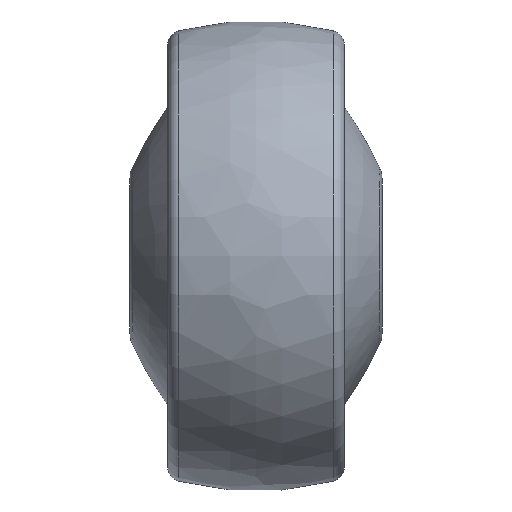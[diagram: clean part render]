
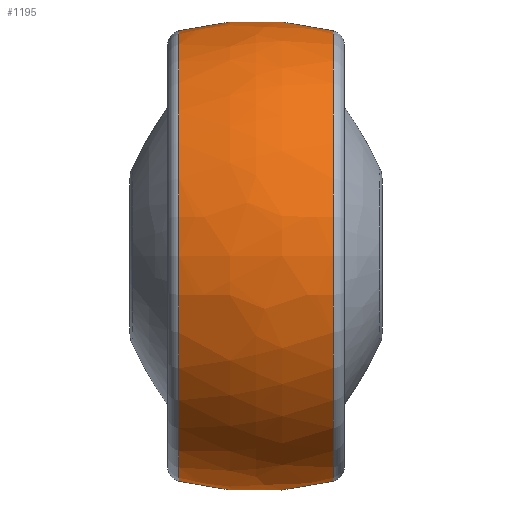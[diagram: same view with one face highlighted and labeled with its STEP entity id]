
A CAD part, top view. The second image highlights one B-rep face of the part: STEP entity #1195.
In plain terms, the highlighted free-form (B-spline) face has degree [3, 3] with [7, 4] control points.
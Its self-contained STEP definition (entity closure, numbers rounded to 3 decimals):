
#1021=CARTESIAN_POINT('',(10.259,0.,0.));
#1022=DIRECTION('',(-1.,0.,0.));
#1023=DIRECTION('',(0.,-1.,0.));
#1024=AXIS2_PLACEMENT_3D('',#1021,#1022,#1023);
#1026=CARTESIAN_POINT('',(-10.259,0.,0.));
#1027=DIRECTION('',(-1.,0.,0.));
#1028=DIRECTION('',(0.,-1.,0.));
#1029=AXIS2_PLACEMENT_3D('',#1026,#1027,#1028);
#1036=CARTESIAN_POINT('',(0.,-9.071,0.));
#1037=DIRECTION('',(0.,0.,1.));
#1038=DIRECTION('',(0.254,0.967,0.));
#1039=AXIS2_PLACEMENT_3D('',#1036,#1037,#1038);
#1046=CARTESIAN_POINT('',(0.,9.071,0.));
#1047=DIRECTION('',(0.,0.,-1.));
#1048=DIRECTION('',(0.254,-0.967,0.));
#1049=AXIS2_PLACEMENT_3D('',#1046,#1047,#1048);
#1086=CARTESIAN_POINT('',(10.259,-29.923,0.));
#1087=CARTESIAN_POINT('',(10.259,29.923,0.));
#1088=VERTEX_POINT('',#1086);
#1089=VERTEX_POINT('',#1087);
#1098=CARTESIAN_POINT('',(-10.259,-29.923,0.));
#1099=CARTESIAN_POINT('',(-10.259,29.923,0.));
#1100=VERTEX_POINT('',#1098);
#1101=VERTEX_POINT('',#1099);
#1157=CARTESIAN_POINT('',(-10.66,29.757,
-1.872));
#1158=CARTESIAN_POINT('',(-3.64,31.677,
-1.993));
#1159=CARTESIAN_POINT('',(3.64,31.677,-1.993));
#1160=CARTESIAN_POINT('',(10.66,29.757,-1.872));
#1161=CARTESIAN_POINT('',(-10.66,30.909,16.44));
#1162=CARTESIAN_POINT('',(-3.64,32.904,17.501));
#1163=CARTESIAN_POINT('',(3.64,32.904,17.501));
#1164=CARTESIAN_POINT('',(10.66,30.909,16.44));
#1165=CARTESIAN_POINT('',(-10.66,18.348,29.815));
#1166=CARTESIAN_POINT('',(-3.64,19.533,31.74));
#1167=CARTESIAN_POINT('',(3.64,19.533,31.74));
#1168=CARTESIAN_POINT('',(10.66,18.348,29.815));
#1169=CARTESIAN_POINT('',(-10.66,0.,29.815));
#1170=CARTESIAN_POINT('',(-3.64,0.,31.74));
#1171=CARTESIAN_POINT('',(3.64,0.,31.74));
#1172=CARTESIAN_POINT('',(10.66,0.,29.815));
#1173=CARTESIAN_POINT('',(-10.66,-18.348,
29.815));
#1174=CARTESIAN_POINT('',(-3.64,-19.533,
31.74));
#1175=CARTESIAN_POINT('',(3.64,-19.533,31.74));
#1176=CARTESIAN_POINT('',(10.66,-18.348,29.815));
#1177=CARTESIAN_POINT('',(-10.66,-30.909,
16.44));
#1178=CARTESIAN_POINT('',(-3.64,-32.904,
17.501));
#1179=CARTESIAN_POINT('',(3.64,-32.904,17.501));
#1180=CARTESIAN_POINT('',(10.66,-30.909,16.44));
#1181=CARTESIAN_POINT('',(-10.66,-29.757,
-1.872));
#1182=CARTESIAN_POINT('',(-3.64,-31.677,
-1.993));
#1183=CARTESIAN_POINT('',(3.64,-31.677,
-1.993));
#1184=CARTESIAN_POINT('',(10.66,-29.757,
-1.872));
#1185=(BOUNDED_SURFACE()B_SPLINE_SURFACE(3,3,((#1157,#1158,#1159,#1160),(#1161,
#1162,#1163,#1164),(#1165,#1166,#1167,#1168),(#1169,#1170,#1171,#1172),(#1173,
#1174,#1175,#1176),(#1177,#1178,#1179,#1180),(#1181,#1182,#1183,#1184)),
.UNSPECIFIED.,.F.,.F.,.F.)B_SPLINE_SURFACE_WITH_KNOTS((4,3,4),(4,4),(0.,1.,
2.),(0.,1.),.UNSPECIFIED.)GEOMETRIC_REPRESENTATION_ITEM()RATIONAL_B_SPLINE_SURFACE(((1.209,1.18,1.18,1.209),(
0.955,0.932,0.932,0.955),(
0.955,0.932,0.932,0.955),(
1.209,1.18,1.18,1.209),(
0.955,0.932,0.932,0.955),(
0.955,0.932,0.932,0.955),(
1.209,1.18,1.18,1.209)))REPRESENTATION_ITEM('')SURFACE());
#1186=ORIENTED_EDGE('',*,*,#1140,.F.);
#1188=ORIENTED_EDGE('',*,*,#1187,.T.);
#1190=ORIENTED_EDGE('',*,*,#1189,.T.);
#1192=ORIENTED_EDGE('',*,*,#1191,.F.);
#1193=EDGE_LOOP('',(#1186,#1188,#1190,#1192));
#1194=FACE_OUTER_BOUND('',#1193,.F.);
#1025=CIRCLE('',#1024,29.923);
#1030=CIRCLE('',#1029,29.923);
#1040=CIRCLE('',#1039,40.321);
#1050=CIRCLE('',#1049,40.321);
#1140=EDGE_CURVE('',#1088,#1089,#1025,.T.);
#1187=EDGE_CURVE('',#1088,#1100,#1050,.T.);
#1189=EDGE_CURVE('',#1100,#1101,#1030,.T.);
#1191=EDGE_CURVE('',#1089,#1101,#1040,.T.);
#1195=ADVANCED_FACE('',(#1194),#1185,.T.);
